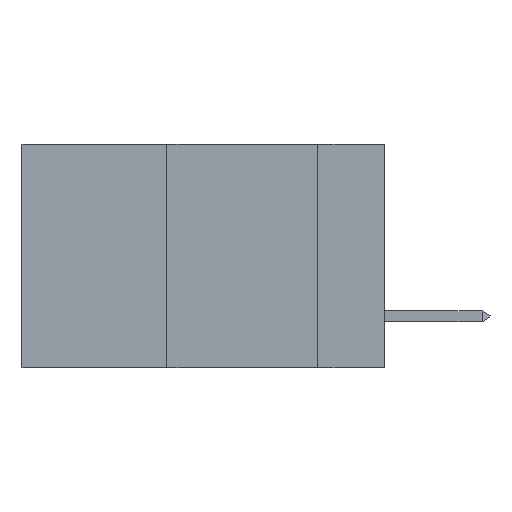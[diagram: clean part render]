
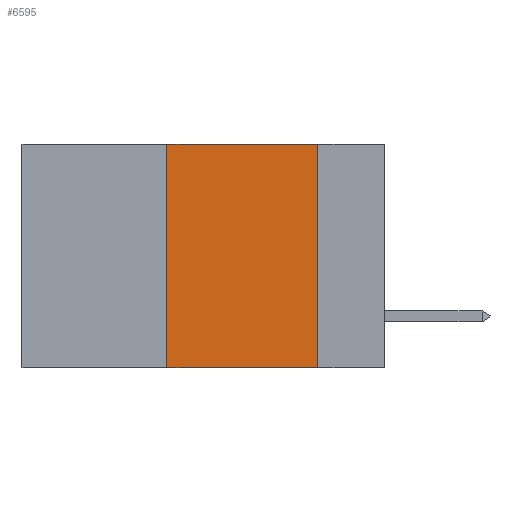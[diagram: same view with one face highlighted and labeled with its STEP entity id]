
A CAD part, left-side view. The second image highlights one B-rep face of the part: STEP entity #6595.
In plain terms, the highlighted planar face has unit normal (-1, 0, 0).
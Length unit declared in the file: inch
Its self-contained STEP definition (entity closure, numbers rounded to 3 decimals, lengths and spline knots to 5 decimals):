
#999 = VECTOR ( 'NONE', #1150, 39.37008 ) ;
#1150 = DIRECTION ( 'NONE',  ( 0., 0., -1. ) ) ;
#1514 = ORIENTED_EDGE ( 'NONE', *, *, #5841, .F. ) ;
#1655 = CARTESIAN_POINT ( 'NONE',  ( 0., 0.6, -0.37 ) ) ;
#2192 = CARTESIAN_POINT ( 'NONE',  ( 0., 0.11, 0. ) ) ;
#3217 = ORIENTED_EDGE ( 'NONE', *, *, #9765, .T. ) ;
#3934 = LINE ( 'NONE', #4720, #7924 ) ;
#4037 = LINE ( 'NONE', #8535, #999 ) ;
#4103 = VERTEX_POINT ( 'NONE', #7018 ) ;
#4471 = VECTOR ( 'NONE', #11771, 39.37008 ) ;
#4720 = CARTESIAN_POINT ( 'NONE',  ( 0., 0.36, 0. ) ) ;
#5298 = CARTESIAN_POINT ( 'NONE',  ( 0., 0.11, -0.37 ) ) ;
#5378 = DIRECTION ( 'NONE',  ( 0., -1., 0. ) ) ;
#5578 = EDGE_LOOP ( 'NONE', ( #8907, #1514, #5838, #3217 ) ) ;
#5615 = DIRECTION ( 'NONE',  ( 0., 0., 1. ) ) ;
#5838 = ORIENTED_EDGE ( 'NONE', *, *, #11562, .F. ) ;
#5841 = EDGE_CURVE ( 'NONE', #9909, #10486, #11697, .T. ) ;
#5892 = DIRECTION ( 'NONE',  ( 0., 0., -1. ) ) ;
#6595 = ADVANCED_FACE ( 'NONE', ( #10523 ), #7642, .F. ) ;
#6639 = CARTESIAN_POINT ( 'NONE',  ( 0., 0.36, 0. ) ) ;
#7018 = CARTESIAN_POINT ( 'NONE',  ( 0., 0.36, -0.37 ) ) ;
#7182 = CARTESIAN_POINT ( 'NONE',  ( 0., 0.6, 0. ) ) ;
#7642 = PLANE ( 'NONE',  #11094 ) ;
#7924 = VECTOR ( 'NONE', #5615, 39.37008 ) ;
#8535 = CARTESIAN_POINT ( 'NONE',  ( 0., 0.11, 0. ) ) ;
#8907 = ORIENTED_EDGE ( 'NONE', *, *, #10895, .F. ) ;
#8972 = VECTOR ( 'NONE', #5378, 39.37008 ) ;
#9313 = VERTEX_POINT ( 'NONE', #5298 ) ;
#9449 = DIRECTION ( 'NONE',  ( 1., 0., 0. ) ) ;
#9765 = EDGE_CURVE ( 'NONE', #4103, #9313, #9897, .T. ) ;
#9897 = LINE ( 'NONE', #1655, #4471 ) ;
#9909 = VERTEX_POINT ( 'NONE', #6639 ) ;
#10412 = CARTESIAN_POINT ( 'NONE',  ( 0., 0.6, 0. ) ) ;
#10486 = VERTEX_POINT ( 'NONE', #2192 ) ;
#10523 = FACE_OUTER_BOUND ( 'NONE', #5578, .T. ) ;
#10895 = EDGE_CURVE ( 'NONE', #10486, #9313, #4037, .T. ) ;
#11094 = AXIS2_PLACEMENT_3D ( 'NONE', #10412, #9449, #5892 ) ;
#11562 = EDGE_CURVE ( 'NONE', #4103, #9909, #3934, .T. ) ;
#11697 = LINE ( 'NONE', #7182, #8972 ) ;
#11771 = DIRECTION ( 'NONE',  ( 0., -1., 0. ) ) ;
